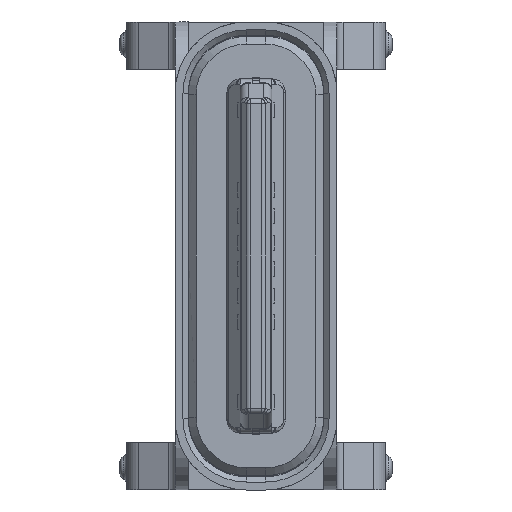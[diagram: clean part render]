
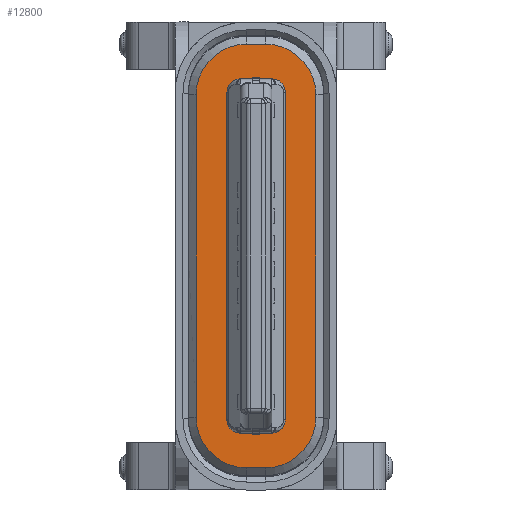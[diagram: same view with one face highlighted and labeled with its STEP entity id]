
A CAD part, front view. The second image highlights one B-rep face of the part: STEP entity #12800.
In plain terms, the highlighted planar face has unit normal (0, -1, 0).
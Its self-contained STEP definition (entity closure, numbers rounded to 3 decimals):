
#1786=DIRECTION('',(-1.,0.,0.));
#1787=VECTOR('',#1786,0.36);
#1788=CARTESIAN_POINT('',(0.18,-1.115,
-4.));
#1789=LINE('',#1788,#1787);
#1790=CARTESIAN_POINT('',(-0.18,-1.115,
-3.05));
#1791=DIRECTION('',(0.,1.,0.));
#1792=DIRECTION('',(0.,0.,-1.));
#1793=AXIS2_PLACEMENT_3D('',#1790,#1791,#1792);
#1795=DIRECTION('',(0.,0.,1.));
#1796=VECTOR('',#1795,6.1);
#1797=CARTESIAN_POINT('',(-1.13,-1.115,
-3.05));
#1798=LINE('',#1797,#1796);
#1799=CARTESIAN_POINT('',(-0.18,-1.115,
3.05));
#1800=DIRECTION('',(0.,1.,0.));
#1801=DIRECTION('',(-1.,0.,0.));
#1802=AXIS2_PLACEMENT_3D('',#1799,#1800,#1801);
#1804=DIRECTION('',(1.,0.,0.));
#1805=VECTOR('',#1804,0.36);
#1806=CARTESIAN_POINT('',(-0.18,-1.115,
4.));
#1807=LINE('',#1806,#1805);
#1808=CARTESIAN_POINT('',(0.18,-1.115,
3.05));
#1809=DIRECTION('',(0.,1.,0.));
#1810=DIRECTION('',(0.,0.,1.));
#1811=AXIS2_PLACEMENT_3D('',#1808,#1809,#1810);
#1813=DIRECTION('',(0.,0.,-1.));
#1814=VECTOR('',#1813,6.1);
#1815=CARTESIAN_POINT('',(1.13,-1.115,3.05));
#1816=LINE('',#1815,#1814);
#1817=CARTESIAN_POINT('',(0.18,-1.115,
-3.05));
#1818=DIRECTION('',(0.,1.,0.));
#1819=DIRECTION('',(1.,0.,0.));
#1820=AXIS2_PLACEMENT_3D('',#1817,#1818,#1819);
#1822=DIRECTION('',(0.,0.,1.));
#1823=VECTOR('',#1822,6.19);
#1824=CARTESIAN_POINT('',(0.551,-1.115,
-3.095));
#1825=LINE('',#1824,#1823);
#1826=CARTESIAN_POINT('',(0.301,-1.115,
3.095));
#1827=DIRECTION('',(0.,-1.,0.));
#1828=DIRECTION('',(1.,0.,0.));
#1829=AXIS2_PLACEMENT_3D('',#1826,#1827,#1828);
#1831=CARTESIAN_POINT('',(-0.299,-1.115,
3.095));
#1832=DIRECTION('',(0.,-1.,0.));
#1833=DIRECTION('',(0.,0.,1.));
#1834=AXIS2_PLACEMENT_3D('',#1831,#1832,#1833);
#1836=CARTESIAN_POINT('',(-0.299,-1.115,
-3.095));
#1837=DIRECTION('',(0.,-1.,0.));
#1838=DIRECTION('',(-1.,0.,0.));
#1839=AXIS2_PLACEMENT_3D('',#1836,#1837,#1838);
#1841=DIRECTION('',(1.,0.,0.));
#1842=VECTOR('',#1841,0.6);
#1843=CARTESIAN_POINT('',(-0.299,-1.115,
-3.345));
#1844=LINE('',#1843,#1842);
#1845=CARTESIAN_POINT('',(0.301,-1.115,
-3.095));
#1846=DIRECTION('',(0.,-1.,0.));
#1847=DIRECTION('',(0.,0.,-1.));
#1848=AXIS2_PLACEMENT_3D('',#1845,#1846,#1847);
#2784=DIRECTION('',(0.,0.,1.));
#2785=VECTOR('',#2784,6.19);
#2786=CARTESIAN_POINT('',(-0.549,-1.115,
-3.095));
#2787=LINE('',#2786,#2785);
#2796=DIRECTION('',(1.,0.,0.));
#2797=VECTOR('',#2796,0.6);
#2798=CARTESIAN_POINT('',(-0.299,-1.115,
3.345));
#2799=LINE('',#2798,#2797);
#9456=CARTESIAN_POINT('',(-1.13,-1.115,
3.05));
#9457=VERTEX_POINT('',#9456);
#9458=CARTESIAN_POINT('',(-1.13,-1.115,
-3.05));
#9459=VERTEX_POINT('',#9458);
#9463=CARTESIAN_POINT('',(-0.18,-1.115,
4.));
#9464=VERTEX_POINT('',#9463);
#9485=CARTESIAN_POINT('',(0.18,-1.115,
-4.));
#9486=VERTEX_POINT('',#9485);
#9487=CARTESIAN_POINT('',(1.13,-1.115,
-3.05));
#9488=VERTEX_POINT('',#9487);
#9489=CARTESIAN_POINT('',(-0.18,-1.115,
-4.));
#9490=VERTEX_POINT('',#9489);
#9491=CARTESIAN_POINT('',(0.18,-1.115,
4.));
#9492=VERTEX_POINT('',#9491);
#9493=CARTESIAN_POINT('',(1.13,-1.115,3.05));
#9494=VERTEX_POINT('',#9493);
#9495=CARTESIAN_POINT('',(0.551,-1.115,
-3.095));
#9496=CARTESIAN_POINT('',(0.551,-1.115,
3.095));
#9497=VERTEX_POINT('',#9495);
#9498=VERTEX_POINT('',#9496);
#9499=CARTESIAN_POINT('',(0.301,-1.115,
3.345));
#9500=VERTEX_POINT('',#9499);
#9501=CARTESIAN_POINT('',(-0.299,-1.115,
3.345));
#9502=VERTEX_POINT('',#9501);
#9503=CARTESIAN_POINT('',(-0.549,-1.115,
3.095));
#9504=VERTEX_POINT('',#9503);
#9505=CARTESIAN_POINT('',(-0.549,-1.115,
-3.095));
#9506=VERTEX_POINT('',#9505);
#9507=CARTESIAN_POINT('',(-0.299,-1.115,
-3.345));
#9508=VERTEX_POINT('',#9507);
#9509=CARTESIAN_POINT('',(0.301,-1.115,
-3.345));
#9510=VERTEX_POINT('',#9509);
#12763=CARTESIAN_POINT('',(-0.549,-1.115,
4.5));
#12764=DIRECTION('',(0.,-1.,0.));
#12765=DIRECTION('',(-1.,0.,0.));
#12766=AXIS2_PLACEMENT_3D('',#12763,#12764,#12765);
#12767=PLANE('',#12766);
#12768=ORIENTED_EDGE('',*,*,#12754,.T.);
#12770=ORIENTED_EDGE('',*,*,#12769,.T.);
#12771=ORIENTED_EDGE('',*,*,#12485,.T.);
#12772=ORIENTED_EDGE('',*,*,#12510,.T.);
#12774=ORIENTED_EDGE('',*,*,#12773,.T.);
#12776=ORIENTED_EDGE('',*,*,#12775,.T.);
#12778=ORIENTED_EDGE('',*,*,#12777,.T.);
#12779=ORIENTED_EDGE('',*,*,#12742,.T.);
#12780=EDGE_LOOP('',(#12768,#12770,#12771,#12772,#12774,#12776,#12778,#12779));
#12781=FACE_OUTER_BOUND('',#12780,.F.);
#12783=ORIENTED_EDGE('',*,*,#12782,.T.);
#12785=ORIENTED_EDGE('',*,*,#12784,.T.);
#12787=ORIENTED_EDGE('',*,*,#12786,.F.);
#12789=ORIENTED_EDGE('',*,*,#12788,.T.);
#12791=ORIENTED_EDGE('',*,*,#12790,.F.);
#12793=ORIENTED_EDGE('',*,*,#12792,.T.);
#12795=ORIENTED_EDGE('',*,*,#12794,.T.);
#12797=ORIENTED_EDGE('',*,*,#12796,.T.);
#12798=EDGE_LOOP('',(#12783,#12785,#12787,#12789,#12791,#12793,#12795,#12797));
#12799=FACE_BOUND('',#12798,.F.);
#1794=CIRCLE('',#1793,0.95);
#1803=CIRCLE('',#1802,0.95);
#1812=CIRCLE('',#1811,0.95);
#1821=CIRCLE('',#1820,0.95);
#1830=CIRCLE('',#1829,0.25);
#1835=CIRCLE('',#1834,0.25);
#1840=CIRCLE('',#1839,0.25);
#1849=CIRCLE('',#1848,0.25);
#12485=EDGE_CURVE('',#9459,#9457,#1798,.T.);
#12510=EDGE_CURVE('',#9457,#9464,#1803,.T.);
#12742=EDGE_CURVE('',#9488,#9486,#1821,.T.);
#12754=EDGE_CURVE('',#9486,#9490,#1789,.T.);
#12769=EDGE_CURVE('',#9490,#9459,#1794,.T.);
#12773=EDGE_CURVE('',#9464,#9492,#1807,.T.);
#12775=EDGE_CURVE('',#9492,#9494,#1812,.T.);
#12777=EDGE_CURVE('',#9494,#9488,#1816,.T.);
#12782=EDGE_CURVE('',#9497,#9498,#1825,.T.);
#12784=EDGE_CURVE('',#9498,#9500,#1830,.T.);
#12786=EDGE_CURVE('',#9502,#9500,#2799,.T.);
#12788=EDGE_CURVE('',#9502,#9504,#1835,.T.);
#12790=EDGE_CURVE('',#9506,#9504,#2787,.T.);
#12792=EDGE_CURVE('',#9506,#9508,#1840,.T.);
#12794=EDGE_CURVE('',#9508,#9510,#1844,.T.);
#12796=EDGE_CURVE('',#9510,#9497,#1849,.T.);
#12800=ADVANCED_FACE('',(#12781,#12799),#12767,.T.);
